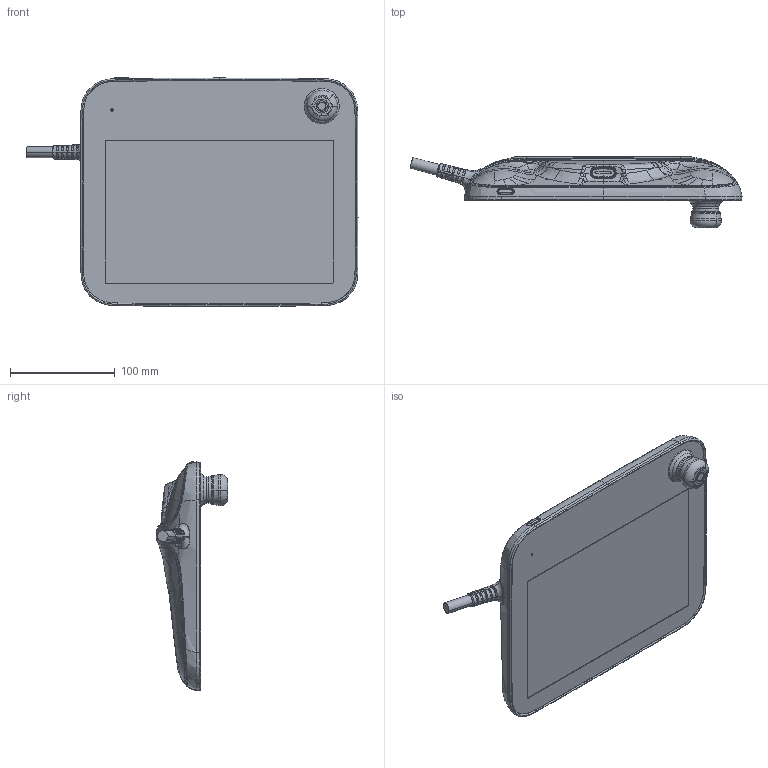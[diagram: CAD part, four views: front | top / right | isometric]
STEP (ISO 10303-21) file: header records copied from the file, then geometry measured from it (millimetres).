
FILE_DESCRIPTION(('CATIA V5 STEP Exchange'),'2;1');
FILE_NAME('Doosan_Robotics_Teach_Pendant_STEP_201111.stp','2020-11-11T00:42:16+00:00',('none'),('none'),'Version 5-6 Release 2012','CATIA V5 STEP AP203','none');
FILE_SCHEMA(('CONFIG_CONTROL_DESIGN'));
Products named in the file (1): Doosan_Robotics_Teach_Pendant
Bounding box: 316.28 x 68.49 x 217.83 mm (x, y, z)
Volume: 1446540.6 mm3; surface area: 140901.2 mm2
Topology: 1 solids, 1 shells, 1093 faces, 3286 edges, 2211 vertices
Faces by surface type: bspline 539, plane 211, cylinder 185, extrusion 113, torus 28, cone 13, sphere 4
Entity records: 77433 total; most frequent: CARTESIAN_POINT 54887, ORIENTED_EDGE 6554, EDGE_CURVE 3277, B_SPLINE_CURVE_WITH_KNOTS 2629, VERTEX_POINT 2210, DIRECTION 1638, EDGE_LOOP 1117, ADVANCED_FACE 1093
